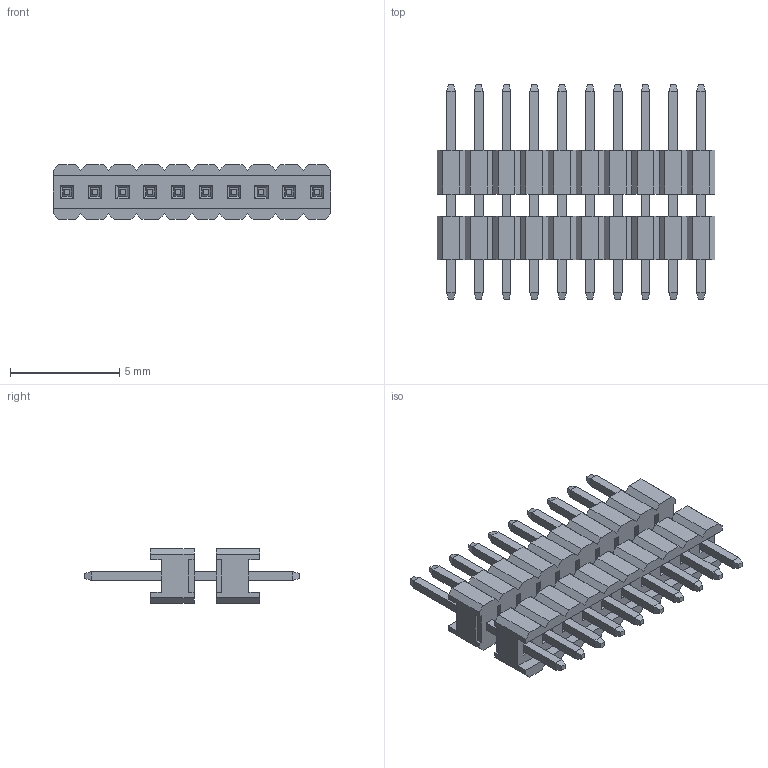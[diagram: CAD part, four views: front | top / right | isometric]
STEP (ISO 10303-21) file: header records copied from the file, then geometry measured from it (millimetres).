
FILE_DESCRIPTION( ('This file contains a STEP AP42 implementation' ,'as created by ZW3D STEP Interface translator.') ,'2;1' );
FILE_NAME( '1320-21XXXXS098XXXX(·´Ïò).stp' ,'23 317. 82047', (''), ('ZWCAD Software Co.'), 'Version 1.0', 'ZW3D to STEP translator', '' );
FILE_SCHEMA(('AUTOMOTIVE_DESIGN { 1 0 10303 214 1 1 1 1 }'));
Length unit declared in the file: millimetre
Products named in the file (2): 0; 1320-2110XXS098XXXX(毀砃)
Bounding box: 12.7 x 9.8 x 2.5 mm (x, y, z)
Volume: 111.3 mm3; surface area: 491.4 mm2
Topology: 12 solids, 12 shells, 542 faces, 1340 edges, 840 vertices
Faces by surface type: plane 542
Entity records: 16121 total; most frequent: CARTESIAN_POINT 2723, ORIENTED_EDGE 2680, DIRECTION 2426, VECTOR 1340, LINE 1340, EDGE_CURVE 1340, VERTEX_POINT 840, EDGE_LOOP 600
